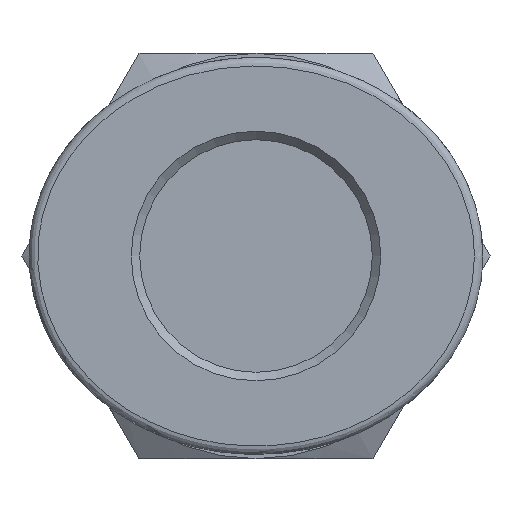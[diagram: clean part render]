
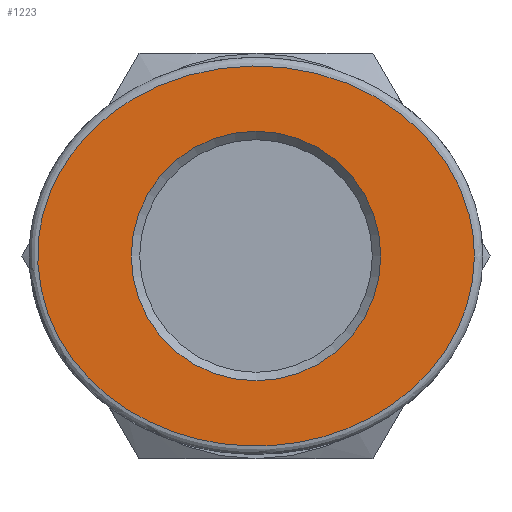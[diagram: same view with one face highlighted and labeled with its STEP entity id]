
A CAD part, left-side view. The second image highlights one B-rep face of the part: STEP entity #1223.
In plain terms, the highlighted face is planar.
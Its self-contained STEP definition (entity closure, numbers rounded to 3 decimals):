
#1181=CARTESIAN_POINT('',(4.4,5.,0.));
#1182=VERTEX_POINT('',#1181);
#1183=CARTESIAN_POINT('',(0.,5.0,0.0));
#1184=DIRECTION('',(0.0,1.0,0.0));
#1185=DIRECTION('',(-1.0,0.0,0.0));
#1186=AXIS2_PLACEMENT_3D('',#1183,#1184,#1185);
#1187=CIRCLE('',#1186,4.4);
#1188=EDGE_CURVE('',#1182,#1182,#1187,.T.);
#1193=CARTESIAN_POINT('',(0.,5.0,0.));
#1194=DIRECTION('',(0.0,1.0,0.0));
#1195=DIRECTION('',(0.0,0.0,1.0));
#1196=AXIS2_PLACEMENT_3D('',#1193,#1194,#1195);
#1197=PLANE('',#1196);
#1198=CARTESIAN_POINT('',(7.7,5.,0.));
#1199=VERTEX_POINT('',#1198);
#1200=CARTESIAN_POINT('',(7.701,5.,0.));
#1201=CARTESIAN_POINT('',(7.701,5.,1.076));
#1202=CARTESIAN_POINT('',(7.077,5.,3.228));
#1203=CARTESIAN_POINT('',(3.927,5.,6.346));
#1204=CARTESIAN_POINT('',(-0.63,5.0,7.148));
#1205=CARTESIAN_POINT('',(-4.711,5.,5.563));
#1206=CARTESIAN_POINT('',(-7.351,5.0,2.971));
#1207=CARTESIAN_POINT('',(-8.012,5.,-0.411));
#1208=CARTESIAN_POINT('',(-6.939,5.,-3.143));
#1209=CARTESIAN_POINT('',(-5.054,5.0,-5.362));
#1210=CARTESIAN_POINT('',(-0.997,5.,-7.217));
#1211=CARTESIAN_POINT('',(3.921,5.,-6.345));
#1212=CARTESIAN_POINT('',(7.079,5.,-3.228));
#1213=CARTESIAN_POINT('',(7.701,5.,-1.076));
#1214=CARTESIAN_POINT('',(7.701,5.,0.));
#1215=B_SPLINE_CURVE_WITH_KNOTS('',3,(#1200,#1201,#1202,#1203,#1204,#1205,#1206,#1207,#1208,#1209,#1210,#1211,#1212,#1213,#1214),.UNSPECIFIED.,.T.,.U.,(4,1,1,1,1,1,1,1,1,1,1,1,4),(-3.142,-2.693,-2.244,-1.346,-0.898,-0.449,0.15,0.449,0.748,1.346,2.244,2.693,3.142),.UNSPECIFIED.);
#1216=EDGE_CURVE('',#1199,#1199,#1215,.T.);
#1217=ORIENTED_EDGE('',*,*,#1216,.F.);
#1218=EDGE_LOOP('',(#1217));
#1219=FACE_OUTER_BOUND('',#1218,.T.);
#1220=ORIENTED_EDGE('',*,*,#1188,.F.);
#1221=EDGE_LOOP('',(#1220));
#1222=FACE_BOUND('',#1221,.T.);
#1223=ADVANCED_FACE('',(#1219,#1222),#1197,.T.);
